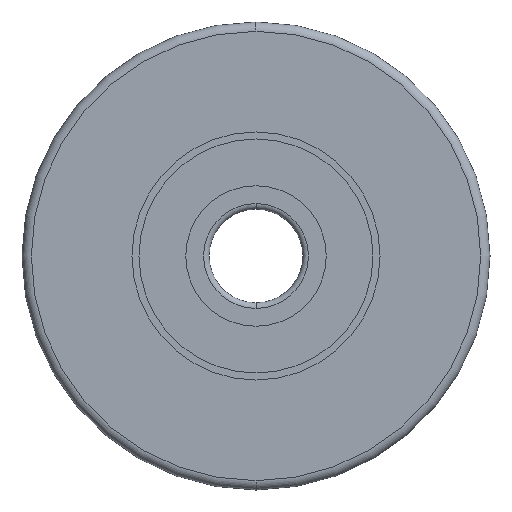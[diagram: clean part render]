
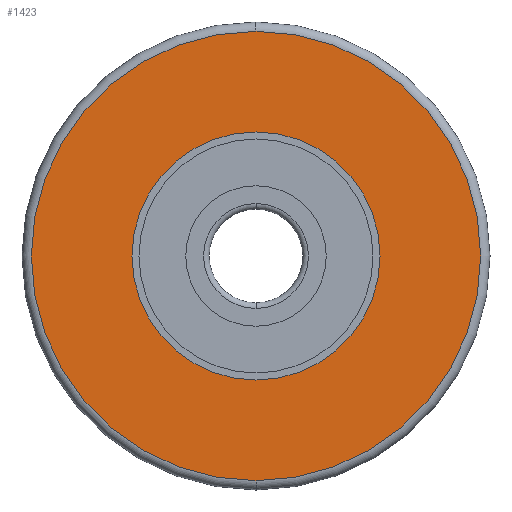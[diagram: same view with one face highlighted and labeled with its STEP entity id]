
A CAD part, left-side view. The second image highlights one B-rep face of the part: STEP entity #1423.
In plain terms, the highlighted planar face has unit normal (-1, 0, 0).
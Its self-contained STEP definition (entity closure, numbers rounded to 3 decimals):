
#100 = CARTESIAN_POINT ( 'NONE',  ( -9., 0., 0. ) ) ;
#137 = CARTESIAN_POINT ( 'NONE',  ( -9., 0., 0. ) ) ;
#142 = DIRECTION ( 'NONE',  ( 0., 0., 1. ) ) ;
#153 = EDGE_LOOP ( 'NONE', ( #176, #481 ) ) ;
#176 = ORIENTED_EDGE ( 'NONE', *, *, #1206, .F. ) ;
#187 = CIRCLE ( 'NONE', #1147, 13.25 ) ;
#228 = DIRECTION ( 'NONE',  ( -1., 0., 0. ) ) ;
#262 = DIRECTION ( 'NONE',  ( 0., 0., -1. ) ) ;
#322 = VERTEX_POINT ( 'NONE', #477 ) ;
#324 = CIRCLE ( 'NONE', #1152, 13.25 ) ;
#342 = VERTEX_POINT ( 'NONE', #1341 ) ;
#365 = CARTESIAN_POINT ( 'NONE',  ( -9., 13.25, 0. ) ) ;
#376 = DIRECTION ( 'NONE',  ( 0., 0., -1. ) ) ;
#397 = EDGE_CURVE ( 'NONE', #342, #1031, #187, .T. ) ;
#477 = CARTESIAN_POINT ( 'NONE',  ( -9., 0., 24. ) ) ;
#481 = ORIENTED_EDGE ( 'NONE', *, *, #397, .F. ) ;
#492 = CARTESIAN_POINT ( 'NONE',  ( -9., 0., 0. ) ) ;
#515 = DIRECTION ( 'NONE',  ( 0., 0., -1. ) ) ;
#571 = FACE_BOUND ( 'NONE', #153, .T. ) ;
#628 = CIRCLE ( 'NONE', #987, 24. ) ;
#657 = EDGE_LOOP ( 'NONE', ( #808, #916 ) ) ;
#688 = AXIS2_PLACEMENT_3D ( 'NONE', #492, #1358, #376 ) ;
#690 = DIRECTION ( 'NONE',  ( 0., 0., 1. ) ) ;
#705 = CIRCLE ( 'NONE', #688, 24. ) ;
#808 = ORIENTED_EDGE ( 'NONE', *, *, #1064, .T. ) ;
#912 = VERTEX_POINT ( 'NONE', #1027 ) ;
#916 = ORIENTED_EDGE ( 'NONE', *, *, #1442, .T. ) ;
#939 = CARTESIAN_POINT ( 'NONE',  ( -9., 0., 13.25 ) ) ;
#987 = AXIS2_PLACEMENT_3D ( 'NONE', #1174, #1278, #515 ) ;
#1025 = AXIS2_PLACEMENT_3D ( 'NONE', #365, #1373, #262 ) ;
#1027 = CARTESIAN_POINT ( 'NONE',  ( -9., 0., -24. ) ) ;
#1031 = VERTEX_POINT ( 'NONE', #939 ) ;
#1045 = DIRECTION ( 'NONE',  ( -1., 0., 0. ) ) ;
#1064 = EDGE_CURVE ( 'NONE', #912, #322, #628, .T. ) ;
#1147 = AXIS2_PLACEMENT_3D ( 'NONE', #137, #1045, #142 ) ;
#1152 = AXIS2_PLACEMENT_3D ( 'NONE', #100, #228, #690 ) ;
#1174 = CARTESIAN_POINT ( 'NONE',  ( -9., 0., 0. ) ) ;
#1206 = EDGE_CURVE ( 'NONE', #1031, #342, #324, .T. ) ;
#1254 = PLANE ( 'NONE',  #1025 ) ;
#1278 = DIRECTION ( 'NONE',  ( -1., 0., 0. ) ) ;
#1341 = CARTESIAN_POINT ( 'NONE',  ( -9., 0., -13.25 ) ) ;
#1358 = DIRECTION ( 'NONE',  ( -1., 0., 0. ) ) ;
#1373 = DIRECTION ( 'NONE',  ( 1., 0., 0. ) ) ;
#1423 = ADVANCED_FACE ( 'NONE', ( #1466, #571 ), #1254, .F. ) ;
#1442 = EDGE_CURVE ( 'NONE', #322, #912, #705, .T. ) ;
#1466 = FACE_OUTER_BOUND ( 'NONE', #657, .T. ) ;
